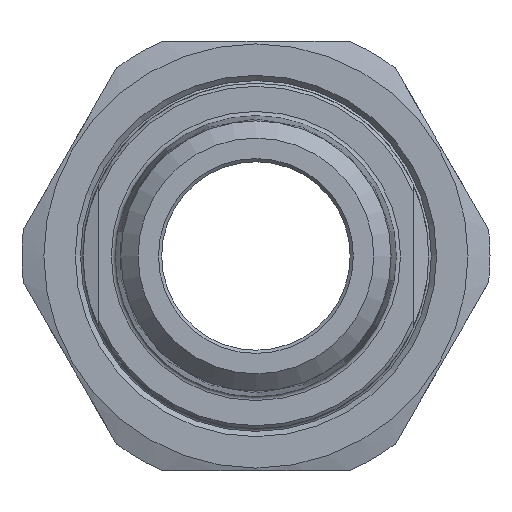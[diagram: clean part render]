
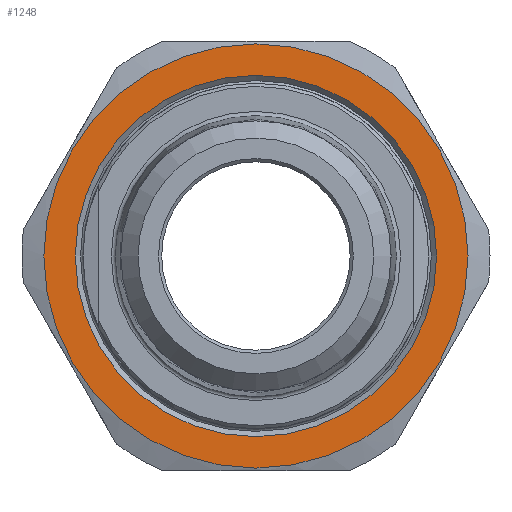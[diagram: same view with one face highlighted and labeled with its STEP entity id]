
A CAD part, left-side view. The second image highlights one B-rep face of the part: STEP entity #1248.
In plain terms, the highlighted planar face has unit normal (-1, 0, 0).
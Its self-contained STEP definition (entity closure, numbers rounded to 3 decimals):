
#70=FACE_BOUND('',#224,.T.);
#88=PLANE('',#1422);
#144=FACE_OUTER_BOUND('',#223,.T.);
#223=EDGE_LOOP('',(#926));
#224=EDGE_LOOP('',(#927));
#432=CIRCLE('',#1411,20.25);
#433=CIRCLE('',#1417,17.25);
#550=VERTEX_POINT('',#2108);
#551=VERTEX_POINT('',#2144);
#680=EDGE_CURVE('',#550,#550,#432,.T.);
#691=EDGE_CURVE('',#551,#551,#433,.T.);
#926=ORIENTED_EDGE('',*,*,#680,.T.);
#927=ORIENTED_EDGE('',*,*,#691,.F.);
#1248=ADVANCED_FACE('',(#144,#70),#88,.F.);
#1411=AXIS2_PLACEMENT_3D('',#2110,#1653,#1654);
#1417=AXIS2_PLACEMENT_3D('',#2145,#1666,#1667);
#1422=AXIS2_PLACEMENT_3D('',#2155,#1678,#1679);
#1653=DIRECTION('center_axis',(-1.,0.,0.));
#1654=DIRECTION('ref_axis',(0.,1.,0.));
#1666=DIRECTION('center_axis',(-1.,0.,0.));
#1667=DIRECTION('ref_axis',(0.,-1.,0.));
#1678=DIRECTION('center_axis',(1.,0.,0.));
#1679=DIRECTION('ref_axis',(0.,0.,-1.));
#2108=CARTESIAN_POINT('',(-17.,-20.25,0.));
#2110=CARTESIAN_POINT('Origin',(-17.,0.,0.));
#2144=CARTESIAN_POINT('',(-17.,17.25,0.));
#2145=CARTESIAN_POINT('Origin',(-17.,0.,0.));
#2155=CARTESIAN_POINT('Origin',(-17.,0.,0.));
